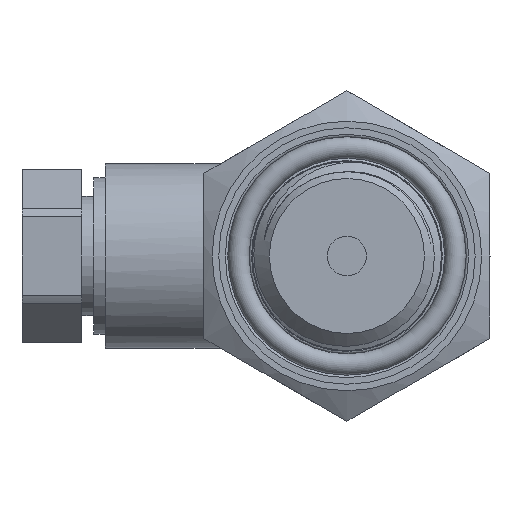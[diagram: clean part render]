
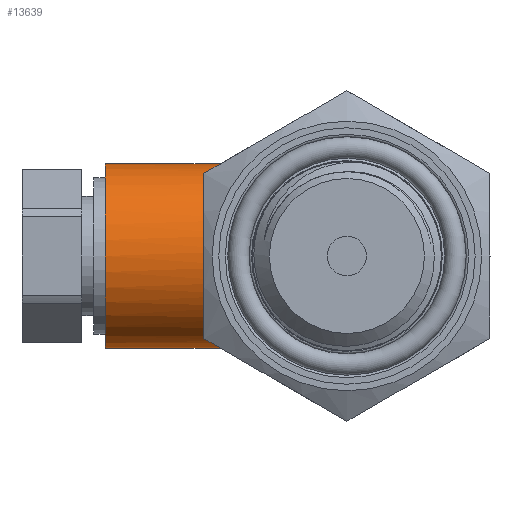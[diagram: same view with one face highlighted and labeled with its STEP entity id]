
A CAD part, left-side view. The second image highlights one B-rep face of the part: STEP entity #13639.
In plain terms, the highlighted cylindrical face has radius 7.75 mm (diameter 15.5 mm), a full revolution.
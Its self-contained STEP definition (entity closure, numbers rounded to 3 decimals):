
#175=ELLIPSE('',#14330,7.752,7.75);
#1405=FACE_OUTER_BOUND('',#2202,.T.);
#2202=EDGE_LOOP('',(#12399,#12400,#12401,#12402,#12403,#12404,#12405,#12406,
#12407,#12408,#12409,#12410,#12411));
#2463=CIRCLE('',#14328,7.75);
#2464=CIRCLE('',#14329,7.75);
#2465=CIRCLE('',#14331,7.75);
#2466=CIRCLE('',#14332,7.75);
#2467=CIRCLE('',#14333,7.75);
#3255=B_SPLINE_CURVE_WITH_KNOTS('',3,(#84213,#84214,#84215,#84216,#84217,
#84218),.UNSPECIFIED.,.F.,.F.,(4,2,4),(0.,0.197,0.394),
 .UNSPECIFIED.);
#3263=B_SPLINE_CURVE_WITH_KNOTS('',3,(#87262,#87263,#87264,#87265,#87266,
#87267),.UNSPECIFIED.,.F.,.F.,(4,2,4),(-0.394,-0.197,
0.),.UNSPECIFIED.);
#3264=B_SPLINE_CURVE_WITH_KNOTS('',3,(#87269,#87270,#87271,#87272,#87273,
#87274),.UNSPECIFIED.,.F.,.F.,(4,2,4),(-1.208,-1.012,
-0.815),.UNSPECIFIED.);
#3265=B_SPLINE_CURVE_WITH_KNOTS('',3,(#87278,#87279,#87280,#87281,#87282,
#87283,#87284,#87285,#87286,#87287),.UNSPECIFIED.,.F.,.F.,(4,2,2,2,4),(-1.982,
-1.821,-1.654,-1.486,-1.325),
 .UNSPECIFIED.);
#3266=B_SPLINE_CURVE_WITH_KNOTS('',3,(#87290,#87291,#87292,#87293,#87294,
#87295),.UNSPECIFIED.,.F.,.F.,(4,2,4),(-0.394,-0.197,
0.),.UNSPECIFIED.);
#4178=LINE('',#87254,#5181);
#5181=VECTOR('',#16520,7.75);
#6538=VERTEX_POINT('',#84210);
#6539=VERTEX_POINT('',#84212);
#6544=VERTEX_POINT('',#87252);
#6545=VERTEX_POINT('',#87255);
#6546=VERTEX_POINT('',#87257);
#6547=VERTEX_POINT('',#87259);
#6548=VERTEX_POINT('',#87261);
#6549=VERTEX_POINT('',#87268);
#6550=VERTEX_POINT('',#87275);
#6551=VERTEX_POINT('',#87277);
#6552=VERTEX_POINT('',#87288);
#8519=EDGE_CURVE('',#6539,#6538,#3255,.T.);
#8530=EDGE_CURVE('',#6544,#6544,#2463,.T.);
#8531=EDGE_CURVE('',#6544,#6539,#4178,.T.);
#8532=EDGE_CURVE('',#6538,#6545,#2464,.F.);
#8533=EDGE_CURVE('',#6545,#6546,#175,.F.);
#8534=EDGE_CURVE('',#6546,#6547,#2465,.F.);
#8535=EDGE_CURVE('',#6547,#6548,#3263,.T.);
#8536=EDGE_CURVE('',#6548,#6549,#3264,.T.);
#8537=EDGE_CURVE('',#6549,#6550,#2466,.F.);
#8538=EDGE_CURVE('',#6550,#6551,#3265,.T.);
#8539=EDGE_CURVE('',#6551,#6552,#2467,.F.);
#8540=EDGE_CURVE('',#6552,#6539,#3266,.T.);
#12399=ORIENTED_EDGE('',*,*,#8530,.T.);
#12400=ORIENTED_EDGE('',*,*,#8531,.T.);
#12401=ORIENTED_EDGE('',*,*,#8519,.T.);
#12402=ORIENTED_EDGE('',*,*,#8532,.T.);
#12403=ORIENTED_EDGE('',*,*,#8533,.T.);
#12404=ORIENTED_EDGE('',*,*,#8534,.T.);
#12405=ORIENTED_EDGE('',*,*,#8535,.T.);
#12406=ORIENTED_EDGE('',*,*,#8536,.T.);
#12407=ORIENTED_EDGE('',*,*,#8537,.T.);
#12408=ORIENTED_EDGE('',*,*,#8538,.T.);
#12409=ORIENTED_EDGE('',*,*,#8539,.T.);
#12410=ORIENTED_EDGE('',*,*,#8540,.T.);
#12411=ORIENTED_EDGE('',*,*,#8531,.F.);
#12931=CYLINDRICAL_SURFACE('',#14327,7.75);
#13639=ADVANCED_FACE('',(#1405),#12931,.T.);
#14327=AXIS2_PLACEMENT_3D('',#87251,#16516,#16517);
#14328=AXIS2_PLACEMENT_3D('',#87253,#16518,#16519);
#14329=AXIS2_PLACEMENT_3D('',#87256,#16521,#16522);
#14330=AXIS2_PLACEMENT_3D('',#87258,#16523,#16524);
#14331=AXIS2_PLACEMENT_3D('',#87260,#16525,#16526);
#14332=AXIS2_PLACEMENT_3D('',#87276,#16527,#16528);
#14333=AXIS2_PLACEMENT_3D('',#87289,#16529,#16530);
#16516=DIRECTION('center_axis',(0.,1.,0.));
#16517=DIRECTION('ref_axis',(0.,0.,-1.));
#16518=DIRECTION('center_axis',(0.,-1.,0.));
#16519=DIRECTION('ref_axis',(0.,0.,-1.));
#16520=DIRECTION('',(0.,-1.,0.));
#16521=DIRECTION('center_axis',(0.,-1.,0.));
#16522=DIRECTION('ref_axis',(0.,0.,-1.));
#16523=DIRECTION('center_axis',(-0.021,-1.,
0.));
#16524=DIRECTION('ref_axis',(1.,-0.021,0.));
#16525=DIRECTION('center_axis',(0.,-1.,0.));
#16526=DIRECTION('ref_axis',(0.,0.,-1.));
#16527=DIRECTION('center_axis',(0.,-1.,0.));
#16528=DIRECTION('ref_axis',(0.,0.,-1.));
#16529=DIRECTION('center_axis',(0.,-1.,0.));
#16530=DIRECTION('ref_axis',(0.,0.,-1.));
#84210=CARTESIAN_POINT('',(3.808,7.75,6.75));
#84212=CARTESIAN_POINT('',(0.,6.75,7.75));
#84213=CARTESIAN_POINT('Ctrl Pts',(0.,6.75,7.75));
#84214=CARTESIAN_POINT('Ctrl Pts',(0.618,6.972,7.75));
#84215=CARTESIAN_POINT('Ctrl Pts',(1.289,7.215,7.672));
#84216=CARTESIAN_POINT('Ctrl Pts',(2.598,7.602,7.333));
#84217=CARTESIAN_POINT('Ctrl Pts',(3.236,7.75,7.072));
#84218=CARTESIAN_POINT('Ctrl Pts',(3.808,7.75,6.75));
#87251=CARTESIAN_POINT('Origin',(0.,3.5,0.));
#87252=CARTESIAN_POINT('',(0.,20.25,7.75));
#87253=CARTESIAN_POINT('Origin',(0.,20.25,0.));
#87254=CARTESIAN_POINT('',(0.,3.5,7.75));
#87255=CARTESIAN_POINT('',(6.5,7.75,4.22));
#87256=CARTESIAN_POINT('Origin',(0.,7.75,0.));
#87257=CARTESIAN_POINT('',(6.5,7.75,-4.22));
#87258=CARTESIAN_POINT('Origin',(0.,7.885,0.));
#87259=CARTESIAN_POINT('',(3.808,7.75,-6.75));
#87260=CARTESIAN_POINT('Origin',(0.,7.75,0.));
#87261=CARTESIAN_POINT('',(0.,6.75,-7.75));
#87262=CARTESIAN_POINT('Ctrl Pts',(3.808,7.75,-6.75));
#87263=CARTESIAN_POINT('Ctrl Pts',(3.236,7.75,-7.072));
#87264=CARTESIAN_POINT('Ctrl Pts',(2.598,7.602,-7.333));
#87265=CARTESIAN_POINT('Ctrl Pts',(1.289,7.215,-7.672));
#87266=CARTESIAN_POINT('Ctrl Pts',(0.618,6.972,-7.75));
#87267=CARTESIAN_POINT('Ctrl Pts',(0.,6.75,-7.75));
#87268=CARTESIAN_POINT('',(-3.808,7.75,-6.75));
#87269=CARTESIAN_POINT('Ctrl Pts',(0.,6.75,-7.75));
#87270=CARTESIAN_POINT('Ctrl Pts',(-0.618,6.972,-7.75));
#87271=CARTESIAN_POINT('Ctrl Pts',(-1.289,7.215,-7.672));
#87272=CARTESIAN_POINT('Ctrl Pts',(-2.598,7.602,-7.333));
#87273=CARTESIAN_POINT('Ctrl Pts',(-3.236,7.75,-7.072));
#87274=CARTESIAN_POINT('Ctrl Pts',(-3.808,7.75,-6.75));
#87275=CARTESIAN_POINT('',(-7.,7.75,-3.326));
#87276=CARTESIAN_POINT('Origin',(0.,7.75,0.));
#87277=CARTESIAN_POINT('',(-7.,7.75,3.326));
#87278=CARTESIAN_POINT('Ctrl Pts',(-7.,7.75,-3.326));
#87279=CARTESIAN_POINT('Ctrl Pts',(-7.232,7.75,-2.839));
#87280=CARTESIAN_POINT('Ctrl Pts',(-7.424,7.668,-2.295));
#87281=CARTESIAN_POINT('Ctrl Pts',(-7.686,7.495,-1.157));
#87282=CARTESIAN_POINT('Ctrl Pts',(-7.75,7.411,-0.559));
#87283=CARTESIAN_POINT('Ctrl Pts',(-7.75,7.411,0.559));
#87284=CARTESIAN_POINT('Ctrl Pts',(-7.686,7.495,1.157));
#87285=CARTESIAN_POINT('Ctrl Pts',(-7.424,7.668,2.295));
#87286=CARTESIAN_POINT('Ctrl Pts',(-7.232,7.75,2.839));
#87287=CARTESIAN_POINT('Ctrl Pts',(-7.,7.75,3.326));
#87288=CARTESIAN_POINT('',(-3.808,7.75,6.75));
#87289=CARTESIAN_POINT('Origin',(0.,7.75,0.));
#87290=CARTESIAN_POINT('Ctrl Pts',(-3.808,7.75,6.75));
#87291=CARTESIAN_POINT('Ctrl Pts',(-3.236,7.75,7.072));
#87292=CARTESIAN_POINT('Ctrl Pts',(-2.598,7.602,7.333));
#87293=CARTESIAN_POINT('Ctrl Pts',(-1.289,7.215,7.672));
#87294=CARTESIAN_POINT('Ctrl Pts',(-0.618,6.972,7.75));
#87295=CARTESIAN_POINT('Ctrl Pts',(0.,6.75,7.75));
